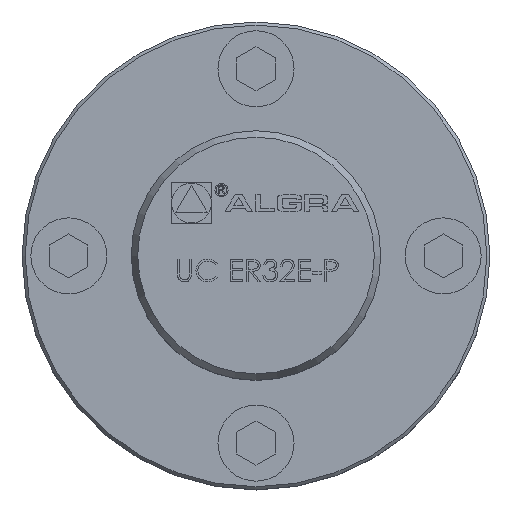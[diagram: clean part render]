
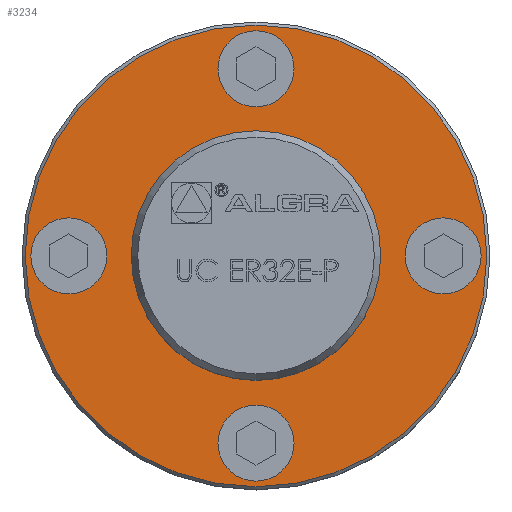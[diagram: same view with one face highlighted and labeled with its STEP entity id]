
A CAD part, top view. The second image highlights one B-rep face of the part: STEP entity #3234.
In plain terms, the highlighted planar face has unit normal (0, 0, 1).
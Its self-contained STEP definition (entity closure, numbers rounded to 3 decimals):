
#143 = CIRCLE ( 'NONE', #5390, 37. ) ;
#667 = DIRECTION ( 'NONE',  ( 1., 0., 0. ) ) ;
#887 = AXIS2_PLACEMENT_3D ( 'NONE', #14098, #8344, #6147 ) ;
#1287 = CARTESIAN_POINT ( 'NONE',  ( 0., 0., 0. ) ) ;
#1293 = CIRCLE ( 'NONE', #2463, 6.1 ) ;
#1513 = DIRECTION ( 'NONE',  ( 1., 0., 0. ) ) ;
#1659 = FACE_BOUND ( 'NONE', #9762, .T. ) ;
#1714 = EDGE_CURVE ( 'NONE', #14583, #14583, #13999, .T. ) ;
#1784 = CARTESIAN_POINT ( 'NONE',  ( 6.1, 30., 0. ) ) ;
#1845 = DIRECTION ( 'NONE',  ( 0., 0., -1. ) ) ;
#1971 = CARTESIAN_POINT ( 'NONE',  ( 6.1, -30., 0. ) ) ;
#2455 = DIRECTION ( 'NONE',  ( 0., 0., 1. ) ) ;
#2463 = AXIS2_PLACEMENT_3D ( 'NONE', #6950, #2455, #3605 ) ;
#2853 = ORIENTED_EDGE ( 'NONE', *, *, #1714, .F. ) ;
#3234 = ADVANCED_FACE ( 'NONE', ( #5067, #3248, #1659, #4335, #5804, #4880 ), #3395, .F. ) ;
#3248 = FACE_BOUND ( 'NONE', #7589, .T. ) ;
#3304 = EDGE_CURVE ( 'NONE', #14202, #14202, #1293, .T. ) ;
#3357 = DIRECTION ( 'NONE',  ( 0., 0., -1. ) ) ;
#3395 = PLANE ( 'NONE',  #10009 ) ;
#3561 = EDGE_LOOP ( 'NONE', ( #9219 ) ) ;
#3605 = DIRECTION ( 'NONE',  ( 1., 0., 0. ) ) ;
#4119 = CARTESIAN_POINT ( 'NONE',  ( 36.1, 0., 0. ) ) ;
#4176 = CIRCLE ( 'NONE', #7549, 19.3 ) ;
#4282 = VERTEX_POINT ( 'NONE', #4119 ) ;
#4335 = FACE_OUTER_BOUND ( 'NONE', #12848, .T. ) ;
#4847 = DIRECTION ( 'NONE',  ( -1., 0., 0. ) ) ;
#4875 = ORIENTED_EDGE ( 'NONE', *, *, #6696, .F. ) ;
#4880 = FACE_BOUND ( 'NONE', #3561, .T. ) ;
#4967 = DIRECTION ( 'NONE',  ( 0., 0., 1. ) ) ;
#5042 = CARTESIAN_POINT ( 'NONE',  ( -30., 0., 0. ) ) ;
#5067 = FACE_BOUND ( 'NONE', #10364, .T. ) ;
#5390 = AXIS2_PLACEMENT_3D ( 'NONE', #6870, #3357, #6771 ) ;
#5804 = FACE_BOUND ( 'NONE', #12961, .T. ) ;
#5882 = CARTESIAN_POINT ( 'NONE',  ( 19.3, 0., 0. ) ) ;
#6147 = DIRECTION ( 'NONE',  ( 1., 0., 0. ) ) ;
#6175 = EDGE_CURVE ( 'NONE', #14926, #14926, #8812, .T. ) ;
#6513 = ORIENTED_EDGE ( 'NONE', *, *, #10130, .T. ) ;
#6664 = ORIENTED_EDGE ( 'NONE', *, *, #3304, .F. ) ;
#6696 = EDGE_CURVE ( 'NONE', #10268, #10268, #143, .T. ) ;
#6771 = DIRECTION ( 'NONE',  ( -1., 0., 0. ) ) ;
#6870 = CARTESIAN_POINT ( 'NONE',  ( 0., 0., 0. ) ) ;
#6950 = CARTESIAN_POINT ( 'NONE',  ( 0., 30., 0. ) ) ;
#7549 = AXIS2_PLACEMENT_3D ( 'NONE', #1287, #11771, #4847 ) ;
#7589 = EDGE_LOOP ( 'NONE', ( #6664 ) ) ;
#8344 = DIRECTION ( 'NONE',  ( 0., 0., 1. ) ) ;
#8720 = CARTESIAN_POINT ( 'NONE',  ( -37., 0., 0. ) ) ;
#8765 = CARTESIAN_POINT ( 'NONE',  ( -19.3, 0., 0. ) ) ;
#8812 = CIRCLE ( 'NONE', #13219, 6.1 ) ;
#9219 = ORIENTED_EDGE ( 'NONE', *, *, #6175, .T. ) ;
#9566 = ORIENTED_EDGE ( 'NONE', *, *, #11284, .F. ) ;
#9762 = EDGE_LOOP ( 'NONE', ( #9566 ) ) ;
#9954 = CIRCLE ( 'NONE', #10483, 6.1 ) ;
#10009 = AXIS2_PLACEMENT_3D ( 'NONE', #5882, #11639, #12789 ) ;
#10130 = EDGE_CURVE ( 'NONE', #11167, #11167, #4176, .T. ) ;
#10268 = VERTEX_POINT ( 'NONE', #8720 ) ;
#10364 = EDGE_LOOP ( 'NONE', ( #2853 ) ) ;
#10483 = AXIS2_PLACEMENT_3D ( 'NONE', #11836, #4967, #1513 ) ;
#11167 = VERTEX_POINT ( 'NONE', #8765 ) ;
#11284 = EDGE_CURVE ( 'NONE', #4282, #4282, #9954, .T. ) ;
#11639 = DIRECTION ( 'NONE',  ( 0., 0., -1. ) ) ;
#11771 = DIRECTION ( 'NONE',  ( 0., 0., -1. ) ) ;
#11836 = CARTESIAN_POINT ( 'NONE',  ( 30., 0., 0. ) ) ;
#12789 = DIRECTION ( 'NONE',  ( -1., 0., 0. ) ) ;
#12848 = EDGE_LOOP ( 'NONE', ( #4875 ) ) ;
#12961 = EDGE_LOOP ( 'NONE', ( #6513 ) ) ;
#13219 = AXIS2_PLACEMENT_3D ( 'NONE', #5042, #1845, #667 ) ;
#13322 = CARTESIAN_POINT ( 'NONE',  ( -23.9, 0., 0. ) ) ;
#13999 = CIRCLE ( 'NONE', #887, 6.1 ) ;
#14098 = CARTESIAN_POINT ( 'NONE',  ( 0., -30., 0. ) ) ;
#14202 = VERTEX_POINT ( 'NONE', #1784 ) ;
#14583 = VERTEX_POINT ( 'NONE', #1971 ) ;
#14926 = VERTEX_POINT ( 'NONE', #13322 ) ;
